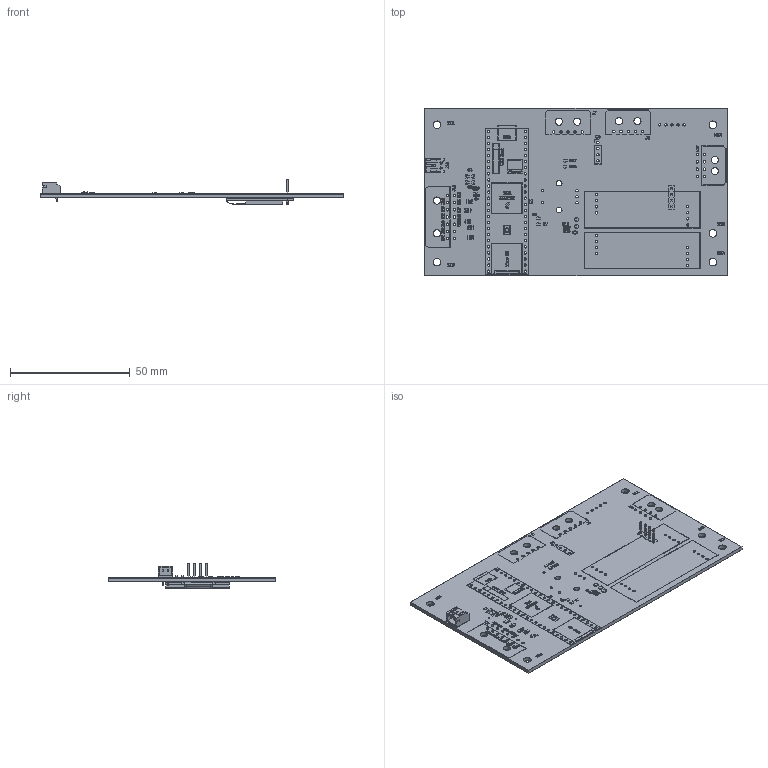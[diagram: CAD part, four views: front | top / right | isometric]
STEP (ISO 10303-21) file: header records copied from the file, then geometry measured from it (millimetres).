
FILE_DESCRIPTION(('KiCad electronic assembly'),'2;1');
FILE_NAME('chop_microcontroller_board.step','2025-05-30T17:42:04',( 'Pcbnew'),('Kicad'),'Open CASCADE STEP processor 7.8', 'KiCad to STEP converter','Unknown');
FILE_SCHEMA(('AUTOMOTIVE_DESIGN { 1 0 10303 214 1 1 1 1 }'));
Length unit declared in the file: millimetre
Products named in the file (9): chop_microcontroller_board 1; R_0603_1608Metric; C_0603_1608Metric; JST_PH_S2B-PH-K_1x02_P2.00mm_Horizontal; R_0805_2012Metric; OLED-128x64-0.96; chop_microcontroller_board_silkscreen; chop_microcontroller_board_soldermask; chop_microcontroller_board_PCB
Assembly tree (21 placements, depth 2):
  chop_microcontroller_board 1
    R_0603_1608Metric  x11
    C_0603_1608Metric  x2
    JST_PH_S2B-PH-K_1x02_P2.00mm_Horizontal
    R_0805_2012Metric  x3
    OLED-128x64-0.96
    chop_microcontroller_board_silkscreen
    chop_microcontroller_board_soldermask
    chop_microcontroller_board_PCB
Bounding box: 126.36 x 69.78 x 10.85 mm (x, y, z)
Volume: 14571.9 mm3; surface area: 38918.6 mm2
Topology: 26 solids, 257 shells, 1153 faces, 6360 edges, 5519 vertices
Faces by surface type: plane 790, cylinder 349, cone 8, bspline 6
Full cylindrical faces by diameter (mm): 0.4 x7, 0.75 x2, 1 x85, 1.02 x32, 3 x8, 3.2 x5
Entity records: 61948 total; most frequent: CARTESIAN_POINT 14526, DIRECTION 8721, ORIENTED_EDGE 7115, EDGE_CURVE 5472, VERTEX_POINT 4943, LINE 3647, VECTOR 3647, AXIS2_PLACEMENT_3D 2537
